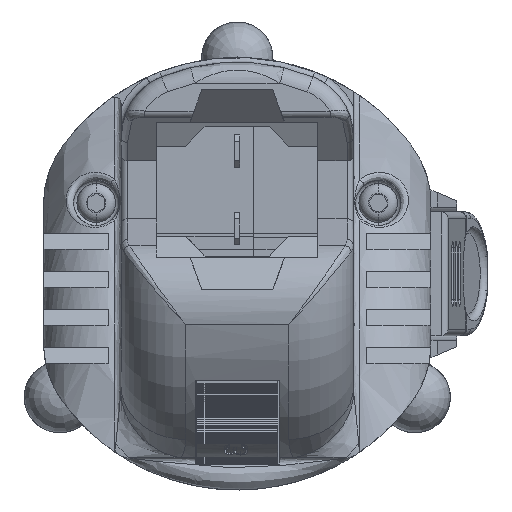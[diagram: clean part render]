
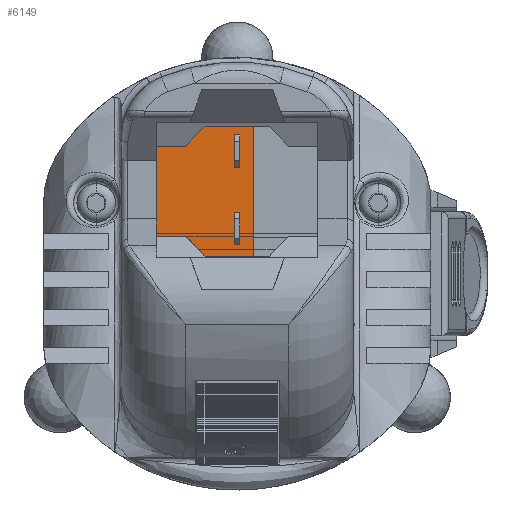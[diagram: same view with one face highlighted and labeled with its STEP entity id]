
A CAD part, front view. The second image highlights one B-rep face of the part: STEP entity #6149.
In plain terms, the highlighted planar face has unit normal (0, -1, 0).
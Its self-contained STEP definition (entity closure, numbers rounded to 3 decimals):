
#6042=CARTESIAN_POINT('Axis2P3D Location',(-12.5,-187.4,22.793)) ;
#6048=CARTESIAN_POINT('Control Point',(-12.5,-187.4,19.769)) ;
#6049=CARTESIAN_POINT('Control Point',(-12.5,-187.4,5.769)) ;
#6050=CARTESIAN_POINT('Vertex',(-12.5,-187.4,19.769)) ;
#6052=CARTESIAN_POINT('Vertex',(-12.5,-187.4,5.769)) ;
#6056=CARTESIAN_POINT('Control Point',(-12.5,-187.4,5.769)) ;
#6057=CARTESIAN_POINT('Control Point',(-8.,-187.4,5.769)) ;
#6058=CARTESIAN_POINT('Vertex',(-8.,-187.4,5.769)) ;
#6062=CARTESIAN_POINT('Control Point',(-8.,-187.4,5.769)) ;
#6063=CARTESIAN_POINT('Control Point',(-7.36,-187.4,5.124)) ;
#6064=CARTESIAN_POINT('Vertex',(-7.36,-187.4,5.124)) ;
#6068=CARTESIAN_POINT('Control Point',(-7.36,-187.4,5.124)) ;
#6069=CARTESIAN_POINT('Control Point',(-6.046,-187.4,3.8)) ;
#6070=CARTESIAN_POINT('Vertex',(-6.046,-187.4,3.8)) ;
#6074=CARTESIAN_POINT('Control Point',(-6.046,-187.4,3.8)) ;
#6075=CARTESIAN_POINT('Control Point',(-5.,-187.4,2.745)) ;
#6076=CARTESIAN_POINT('Vertex',(-5.,-187.4,2.745)) ;
#6080=CARTESIAN_POINT('Control Point',(-5.,-187.4,2.745)) ;
#6081=CARTESIAN_POINT('Control Point',(2.525,-187.4,2.745)) ;
#6082=CARTESIAN_POINT('Vertex',(2.525,-187.4,2.745)) ;
#6086=CARTESIAN_POINT('Control Point',(2.525,-187.4,2.745)) ;
#6087=CARTESIAN_POINT('Control Point',(2.525,-187.4,22.793)) ;
#6088=CARTESIAN_POINT('Vertex',(2.525,-187.4,22.793)) ;
#6092=CARTESIAN_POINT('Control Point',(2.525,-187.4,22.793)) ;
#6093=CARTESIAN_POINT('Control Point',(-5.,-187.4,22.793)) ;
#6094=CARTESIAN_POINT('Vertex',(-5.,-187.4,22.793)) ;
#6098=CARTESIAN_POINT('Control Point',(-5.,-187.4,22.793)) ;
#6099=CARTESIAN_POINT('Control Point',(-8.,-187.4,19.769)) ;
#6100=CARTESIAN_POINT('Vertex',(-8.,-187.4,19.769)) ;
#6104=CARTESIAN_POINT('Control Point',(-8.,-187.4,19.769)) ;
#6105=CARTESIAN_POINT('Control Point',(-12.5,-187.4,19.769)) ;
#6120=CARTESIAN_POINT('Control Point',(0.4,-187.4,9.5)) ;
#6121=CARTESIAN_POINT('Control Point',(-0.4,-187.4,9.5)) ;
#6122=CARTESIAN_POINT('Vertex',(0.4,-187.4,9.5)) ;
#6124=CARTESIAN_POINT('Vertex',(-0.4,-187.4,9.5)) ;
#6128=CARTESIAN_POINT('Control Point',(0.4,-187.4,5.124)) ;
#6129=CARTESIAN_POINT('Control Point',(0.4,-187.4,9.5)) ;
#6130=CARTESIAN_POINT('Vertex',(0.4,-187.4,5.124)) ;
#6134=CARTESIAN_POINT('Control Point',(-0.4,-187.4,5.124)) ;
#6135=CARTESIAN_POINT('Control Point',(0.4,-187.4,5.124)) ;
#6136=CARTESIAN_POINT('Vertex',(-0.4,-187.4,5.124)) ;
#6140=CARTESIAN_POINT('Control Point',(-0.4,-187.4,9.5)) ;
#6141=CARTESIAN_POINT('Control Point',(-0.4,-187.4,5.124)) ;
#6043=DIRECTION('Axis2P3D Direction',(0.,-1.,0.)) ;
#6044=DIRECTION('Axis2P3D XDirection',(0.,0.,-1.)) ;
#6045=AXIS2_PLACEMENT_3D('Plane Axis2P3D',#6042,#6043,#6044) ;
#6108=ORIENTED_EDGE('',*,*,#6054,.T.) ;
#6109=ORIENTED_EDGE('',*,*,#6060,.T.) ;
#6110=ORIENTED_EDGE('',*,*,#6066,.T.) ;
#6111=ORIENTED_EDGE('',*,*,#6072,.T.) ;
#6112=ORIENTED_EDGE('',*,*,#6078,.T.) ;
#6113=ORIENTED_EDGE('',*,*,#6084,.T.) ;
#6114=ORIENTED_EDGE('',*,*,#6090,.T.) ;
#6115=ORIENTED_EDGE('',*,*,#6096,.T.) ;
#6116=ORIENTED_EDGE('',*,*,#6102,.T.) ;
#6117=ORIENTED_EDGE('',*,*,#6106,.T.) ;
#6144=ORIENTED_EDGE('',*,*,#6126,.F.) ;
#6145=ORIENTED_EDGE('',*,*,#6132,.F.) ;
#6146=ORIENTED_EDGE('',*,*,#6138,.F.) ;
#6147=ORIENTED_EDGE('',*,*,#6142,.F.) ;
#6148=FACE_BOUND('',#6143,.T.) ;
#6149=ADVANCED_FACE('Fillet42',(#6118,#6148),#6046,.T.) ;
#6047=B_SPLINE_CURVE_WITH_KNOTS('',1,(#6048,#6049),.UNSPECIFIED.,.F.,.U.,(2,2),(0.,14.),.UNSPECIFIED.) ;
#6055=B_SPLINE_CURVE_WITH_KNOTS('',1,(#6056,#6057),.UNSPECIFIED.,.F.,.U.,(2,2),(0.,4.5),.UNSPECIFIED.) ;
#6061=B_SPLINE_CURVE_WITH_KNOTS('',1,(#6062,#6063),.UNSPECIFIED.,.F.,.U.,(2,2),(0.,0.908),.UNSPECIFIED.) ;
#6067=B_SPLINE_CURVE_WITH_KNOTS('',1,(#6068,#6069),.UNSPECIFIED.,.F.,.U.,(2,2),(0.,1.865),.UNSPECIFIED.) ;
#6073=B_SPLINE_CURVE_WITH_KNOTS('',1,(#6074,#6075),.UNSPECIFIED.,.F.,.U.,(2,2),(0.,1.486),.UNSPECIFIED.) ;
#6079=B_SPLINE_CURVE_WITH_KNOTS('',1,(#6080,#6081),.UNSPECIFIED.,.F.,.U.,(2,2),(0.,7.525),.UNSPECIFIED.) ;
#6085=B_SPLINE_CURVE_WITH_KNOTS('',1,(#6086,#6087),.UNSPECIFIED.,.F.,.U.,(2,2),(0.,20.047),.UNSPECIFIED.) ;
#6091=B_SPLINE_CURVE_WITH_KNOTS('',1,(#6092,#6093),.UNSPECIFIED.,.F.,.U.,(2,2),(0.,7.525),.UNSPECIFIED.) ;
#6097=B_SPLINE_CURVE_WITH_KNOTS('',1,(#6098,#6099),.UNSPECIFIED.,.F.,.U.,(2,2),(0.,4.259),.UNSPECIFIED.) ;
#6103=B_SPLINE_CURVE_WITH_KNOTS('',1,(#6104,#6105),.UNSPECIFIED.,.F.,.U.,(2,2),(0.,4.5),.UNSPECIFIED.) ;
#6119=B_SPLINE_CURVE_WITH_KNOTS('',1,(#6120,#6121),.UNSPECIFIED.,.F.,.U.,(2,2),(0.,0.8),.UNSPECIFIED.) ;
#6127=B_SPLINE_CURVE_WITH_KNOTS('',1,(#6128,#6129),.UNSPECIFIED.,.F.,.U.,(2,2),(0.,4.376),.UNSPECIFIED.) ;
#6133=B_SPLINE_CURVE_WITH_KNOTS('',1,(#6134,#6135),.UNSPECIFIED.,.F.,.U.,(2,2),(0.,0.8),.UNSPECIFIED.) ;
#6139=B_SPLINE_CURVE_WITH_KNOTS('',1,(#6140,#6141),.UNSPECIFIED.,.F.,.U.,(2,2),(0.,4.376),.UNSPECIFIED.) ;
#6054=EDGE_CURVE('',#6051,#6053,#6047,.T.) ;
#6060=EDGE_CURVE('',#6053,#6059,#6055,.T.) ;
#6066=EDGE_CURVE('',#6059,#6065,#6061,.T.) ;
#6072=EDGE_CURVE('',#6065,#6071,#6067,.T.) ;
#6078=EDGE_CURVE('',#6071,#6077,#6073,.T.) ;
#6084=EDGE_CURVE('',#6077,#6083,#6079,.T.) ;
#6090=EDGE_CURVE('',#6083,#6089,#6085,.T.) ;
#6096=EDGE_CURVE('',#6089,#6095,#6091,.T.) ;
#6102=EDGE_CURVE('',#6095,#6101,#6097,.T.) ;
#6106=EDGE_CURVE('',#6101,#6051,#6103,.T.) ;
#6126=EDGE_CURVE('',#6123,#6125,#6119,.T.) ;
#6132=EDGE_CURVE('',#6131,#6123,#6127,.T.) ;
#6138=EDGE_CURVE('',#6137,#6131,#6133,.T.) ;
#6142=EDGE_CURVE('',#6125,#6137,#6139,.T.) ;
#6107=EDGE_LOOP('',(#6108,#6109,#6110,#6111,#6112,#6113,#6114,#6115,#6116,#6117)) ;
#6143=EDGE_LOOP('',(#6144,#6145,#6146,#6147)) ;
#6118=FACE_OUTER_BOUND('',#6107,.T.) ;
#6046=PLANE('',#6045) ;
#6051=VERTEX_POINT('',#6050) ;
#6053=VERTEX_POINT('',#6052) ;
#6059=VERTEX_POINT('',#6058) ;
#6065=VERTEX_POINT('',#6064) ;
#6071=VERTEX_POINT('',#6070) ;
#6077=VERTEX_POINT('',#6076) ;
#6083=VERTEX_POINT('',#6082) ;
#6089=VERTEX_POINT('',#6088) ;
#6095=VERTEX_POINT('',#6094) ;
#6101=VERTEX_POINT('',#6100) ;
#6123=VERTEX_POINT('',#6122) ;
#6125=VERTEX_POINT('',#6124) ;
#6131=VERTEX_POINT('',#6130) ;
#6137=VERTEX_POINT('',#6136) ;
